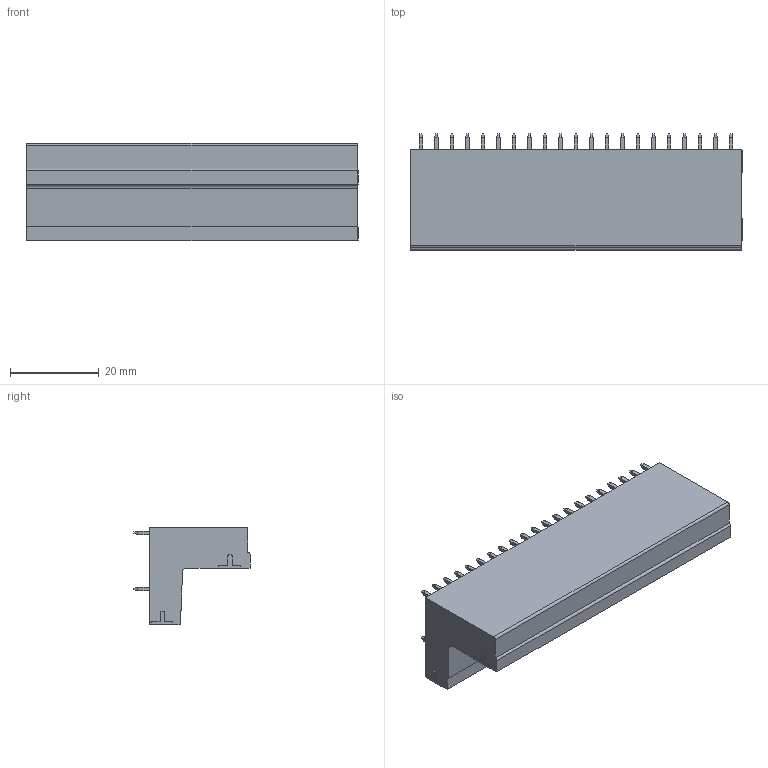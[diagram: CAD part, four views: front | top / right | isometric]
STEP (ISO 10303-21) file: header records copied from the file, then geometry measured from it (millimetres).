
FILE_DESCRIPTION((''),'2;1');
FILE_NAME('TLPHDC-005R-XXP','2024-09-23T15:08:30',('sheji109'),(''),'CREO PARAMETRIC BY PTC INC, 2018100','CREO PARAMETRIC BY PTC INC, 2018100','');
FILE_SCHEMA(('CONFIG_CONTROL_DESIGN'));
Products named in the file (1): TLPHDC-005R-XXP
Bounding box: 74.9 x 26.2 x 21.9 mm (x, y, z)
Volume: 17609.6 mm3; surface area: 15620.7 mm2
Topology: 1 solids, 1 shells, 3212 faces, 8664 edges, 5622 vertices
Faces by surface type: plane 2269, cylinder 649, cone 210, torus 84
Entity records: 100024 total; most frequent: CARTESIAN_POINT 18800, ORIENTED_EDGE 17328, DIRECTION 16260, EDGE_CURVE 8664, VECTOR 6652, LINE 6652, VERTEX_POINT 5622, AXIS2_PLACEMENT_3D 4804
